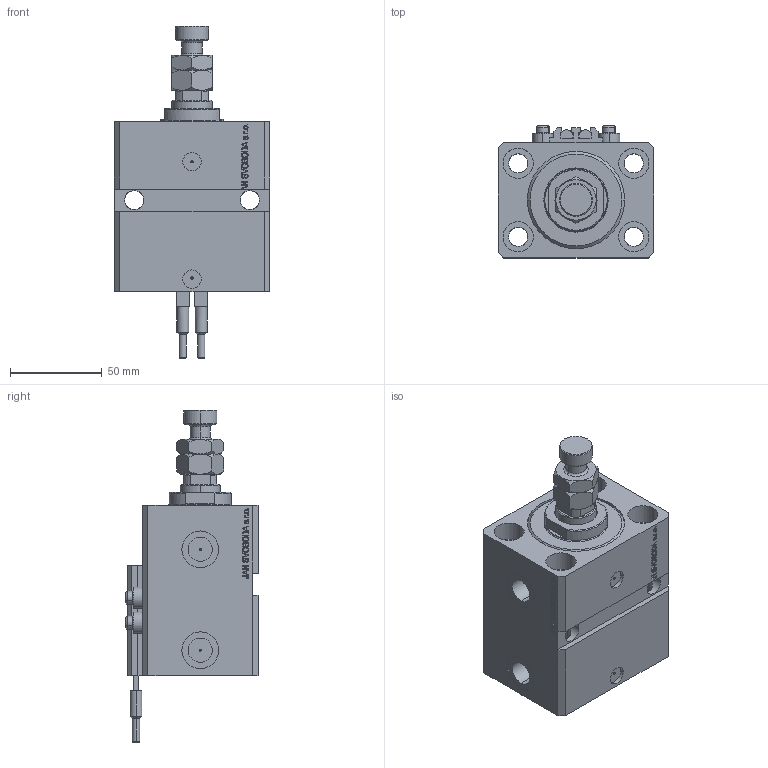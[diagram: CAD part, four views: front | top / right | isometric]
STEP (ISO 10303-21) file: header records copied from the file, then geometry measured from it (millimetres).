
FILE_DESCRIPTION (( 'STEP AP203' ), '1' );
FILE_NAME ('e607.STEP', '2022-04-09T14:03:32', ( '' ), ( '' ), 'SwSTEP 2.0', 'SolidWorks 2019', '' );
FILE_SCHEMA (( 'CONFIG_CONTROL_DESIGN' ));
Length unit declared in the file: millimetre
Products named in the file (7): e607; V250CE_C_VCP 0f74c00817e169f1027f00612d5de686; ALLEN BOLT V250CE 0f74c00817e169f1027f00612d5de686; V250CE_E_Body 0f74c00817e169f1027f00612d5de686; SWITCH_V250CE 0f74c00817e169f1027f00612d5de686; V250CE_VC_E 0f74c00817e169f1027f00612d5de686; MFA 0f74c00817e169f1027f00612d5de686
Assembly tree (10 placements, depth 2):
  e607
    V250CE_E_Body 0f74c00817e169f1027f00612d5de686
    ALLEN BOLT V250CE 0f74c00817e169f1027f00612d5de686  x4
    V250CE_C_VCP 0f74c00817e169f1027f00612d5de686
    V250CE_VC_E 0f74c00817e169f1027f00612d5de686
    MFA 0f74c00817e169f1027f00612d5de686
    SWITCH_V250CE 0f74c00817e169f1027f00612d5de686  x2
Bounding box: 85 x 72 x 180.9 mm (x, y, z)
Volume: 447877.4 mm3; surface area: 105061.3 mm2
Topology: 11 solids, 11 shells, 1207 faces, 2981 edges, 1915 vertices
Faces by surface type: plane 587, bspline 356, cylinder 154, cone 88, torus 22
Entity records: 50601 total; most frequent: CARTESIAN_POINT 25673, ORIENTED_EDGE 5544, DIRECTION 3794, EDGE_CURVE 2772, VERTEX_POINT 1801, LINE 1646, VECTOR 1646, EDGE_LOOP 1247
